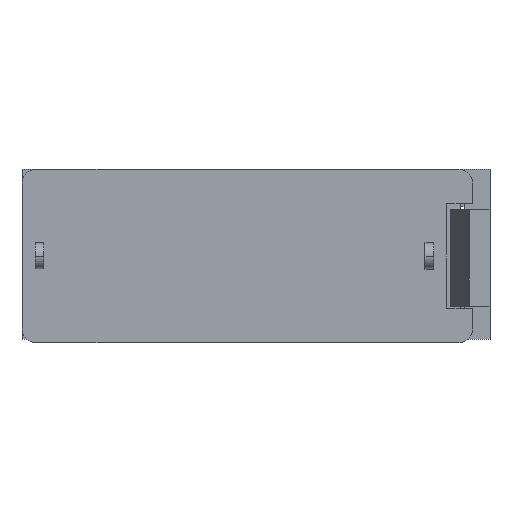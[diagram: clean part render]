
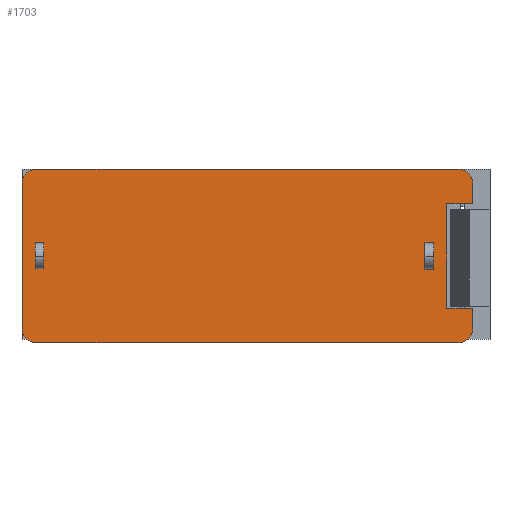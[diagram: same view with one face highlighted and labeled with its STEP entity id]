
A CAD part, front view. The second image highlights one B-rep face of the part: STEP entity #1703.
In plain terms, the highlighted planar face has unit normal (0, -1, 0).
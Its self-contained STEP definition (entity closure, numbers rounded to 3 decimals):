
#25=FACE_BOUND('',#146,.T.);
#26=FACE_BOUND('',#147,.T.);
#34=CIRCLE('',#1810,0.8);
#35=CIRCLE('',#1811,0.8);
#36=CIRCLE('',#1812,0.8);
#37=CIRCLE('',#1813,0.8);
#59=FACE_OUTER_BOUND('',#145,.T.);
#145=EDGE_LOOP('',(#1136,#1137,#1138,#1139,#1140,#1141,#1142,#1143,#1144,
#1145,#1146,#1147));
#146=EDGE_LOOP('',(#1148,#1149,#1150,#1151));
#147=EDGE_LOOP('',(#1152,#1153,#1154,#1155));
#227=LINE('',#2342,#443);
#258=LINE('',#2410,#474);
#260=LINE('',#2415,#476);
#269=LINE('',#2433,#485);
#273=LINE('',#2442,#489);
#295=LINE('',#2489,#511);
#296=LINE('',#2491,#512);
#297=LINE('',#2492,#513);
#298=LINE('',#2497,#514);
#299=LINE('',#2499,#515);
#300=LINE('',#2501,#516);
#301=LINE('',#2502,#517);
#302=LINE('',#2505,#518);
#303=LINE('',#2507,#519);
#304=LINE('',#2509,#520);
#305=LINE('',#2510,#521);
#443=VECTOR('',#1908,1000.);
#474=VECTOR('',#1951,1000.);
#476=VECTOR('',#1955,1000.);
#485=VECTOR('',#1966,1000.);
#489=VECTOR('',#1972,1000.);
#511=VECTOR('',#2006,1000.);
#512=VECTOR('',#2007,1000.);
#513=VECTOR('',#2008,1000.);
#514=VECTOR('',#2013,1000.);
#515=VECTOR('',#2014,1000.);
#516=VECTOR('',#2015,1000.);
#517=VECTOR('',#2016,1000.);
#518=VECTOR('',#2017,1000.);
#519=VECTOR('',#2018,1000.);
#520=VECTOR('',#2019,1000.);
#521=VECTOR('',#2020,1000.);
#659=VERTEX_POINT('',#2340);
#660=VERTEX_POINT('',#2341);
#690=VERTEX_POINT('',#2407);
#691=VERTEX_POINT('',#2409);
#692=VERTEX_POINT('',#2413);
#693=VERTEX_POINT('',#2414);
#700=VERTEX_POINT('',#2430);
#701=VERTEX_POINT('',#2432);
#704=VERTEX_POINT('',#2439);
#705=VERTEX_POINT('',#2441);
#724=VERTEX_POINT('',#2488);
#725=VERTEX_POINT('',#2490);
#726=VERTEX_POINT('',#2495);
#727=VERTEX_POINT('',#2496);
#728=VERTEX_POINT('',#2498);
#729=VERTEX_POINT('',#2500);
#730=VERTEX_POINT('',#2503);
#731=VERTEX_POINT('',#2504);
#732=VERTEX_POINT('',#2506);
#733=VERTEX_POINT('',#2508);
#817=EDGE_CURVE('',#659,#660,#227,.T.);
#851=EDGE_CURVE('',#690,#691,#258,.T.);
#853=EDGE_CURVE('',#692,#693,#260,.T.);
#862=EDGE_CURVE('',#700,#701,#269,.T.);
#866=EDGE_CURVE('',#704,#705,#273,.T.);
#890=EDGE_CURVE('',#700,#693,#34,.T.);
#891=EDGE_CURVE('',#692,#660,#35,.T.);
#892=EDGE_CURVE('',#724,#659,#295,.T.);
#893=EDGE_CURVE('',#725,#724,#296,.T.);
#894=EDGE_CURVE('',#725,#691,#297,.T.);
#895=EDGE_CURVE('',#690,#705,#36,.T.);
#896=EDGE_CURVE('',#704,#701,#37,.T.);
#897=EDGE_CURVE('',#726,#727,#298,.T.);
#898=EDGE_CURVE('',#728,#726,#299,.T.);
#899=EDGE_CURVE('',#729,#728,#300,.T.);
#900=EDGE_CURVE('',#727,#729,#301,.T.);
#901=EDGE_CURVE('',#730,#731,#302,.T.);
#902=EDGE_CURVE('',#732,#730,#303,.T.);
#903=EDGE_CURVE('',#733,#732,#304,.T.);
#904=EDGE_CURVE('',#731,#733,#305,.T.);
#1136=ORIENTED_EDGE('',*,*,#862,.F.);
#1137=ORIENTED_EDGE('',*,*,#890,.T.);
#1138=ORIENTED_EDGE('',*,*,#853,.F.);
#1139=ORIENTED_EDGE('',*,*,#891,.T.);
#1140=ORIENTED_EDGE('',*,*,#817,.F.);
#1141=ORIENTED_EDGE('',*,*,#892,.F.);
#1142=ORIENTED_EDGE('',*,*,#893,.F.);
#1143=ORIENTED_EDGE('',*,*,#894,.T.);
#1144=ORIENTED_EDGE('',*,*,#851,.F.);
#1145=ORIENTED_EDGE('',*,*,#895,.T.);
#1146=ORIENTED_EDGE('',*,*,#866,.F.);
#1147=ORIENTED_EDGE('',*,*,#896,.T.);
#1148=ORIENTED_EDGE('',*,*,#897,.F.);
#1149=ORIENTED_EDGE('',*,*,#898,.F.);
#1150=ORIENTED_EDGE('',*,*,#899,.F.);
#1151=ORIENTED_EDGE('',*,*,#900,.F.);
#1152=ORIENTED_EDGE('',*,*,#901,.F.);
#1153=ORIENTED_EDGE('',*,*,#902,.F.);
#1154=ORIENTED_EDGE('',*,*,#903,.F.);
#1155=ORIENTED_EDGE('',*,*,#904,.F.);
#1539=PLANE('',#1809);
#1703=ADVANCED_FACE('',(#59,#25,#26),#1539,.F.);
#1809=AXIS2_PLACEMENT_3D('',#2485,#2000,#2001);
#1810=AXIS2_PLACEMENT_3D('',#2486,#2002,#2003);
#1811=AXIS2_PLACEMENT_3D('',#2487,#2004,#2005);
#1812=AXIS2_PLACEMENT_3D('',#2493,#2009,#2010);
#1813=AXIS2_PLACEMENT_3D('',#2494,#2011,#2012);
#1908=DIRECTION('',(0.,0.,-1.));
#1951=DIRECTION('',(0.,0.,-1.));
#1955=DIRECTION('',(-1.,0.,0.));
#1966=DIRECTION('',(0.,0.,1.));
#1972=DIRECTION('',(1.,0.,0.));
#2000=DIRECTION('center_axis',(0.,1.,0.));
#2001=DIRECTION('ref_axis',(0.,0.,1.));
#2002=DIRECTION('center_axis',(0.,-1.,0.));
#2003=DIRECTION('ref_axis',(0.,0.,1.));
#2004=DIRECTION('center_axis',(0.,-1.,0.));
#2005=DIRECTION('ref_axis',(0.,0.,1.));
#2006=DIRECTION('',(1.,0.,0.));
#2007=DIRECTION('',(0.,0.,-1.));
#2008=DIRECTION('',(1.,0.,0.));
#2009=DIRECTION('center_axis',(0.,-1.,0.));
#2010=DIRECTION('ref_axis',(0.,0.,1.));
#2011=DIRECTION('center_axis',(0.,-1.,0.));
#2012=DIRECTION('ref_axis',(0.,0.,1.));
#2013=DIRECTION('',(-1.,0.,0.));
#2014=DIRECTION('',(0.,0.,1.));
#2015=DIRECTION('',(1.,0.,0.));
#2016=DIRECTION('',(0.,0.,-1.));
#2017=DIRECTION('',(-1.,0.,0.));
#2018=DIRECTION('',(0.,0.,1.));
#2019=DIRECTION('',(1.,0.,0.));
#2020=DIRECTION('',(0.,0.,-1.));
#2340=CARTESIAN_POINT('',(21.068,8.102,19.768));
#2341=CARTESIAN_POINT('',(21.068,8.102,18.568));
#2342=CARTESIAN_POINT('',(21.068,8.102,17.768));
#2407=CARTESIAN_POINT('',(21.068,8.102,26.968));
#2409=CARTESIAN_POINT('',(21.068,8.102,25.768));
#2410=CARTESIAN_POINT('',(21.068,8.102,17.768));
#2413=CARTESIAN_POINT('',(20.268,8.102,17.768));
#2414=CARTESIAN_POINT('',(-4.132,8.102,17.768));
#2415=CARTESIAN_POINT('',(-4.932,8.102,17.768));
#2430=CARTESIAN_POINT('',(-4.932,8.102,18.568));
#2432=CARTESIAN_POINT('',(-4.932,8.102,26.968));
#2433=CARTESIAN_POINT('',(-4.932,8.102,17.768));
#2439=CARTESIAN_POINT('',(-4.132,8.102,27.768));
#2441=CARTESIAN_POINT('',(20.268,8.102,27.768));
#2442=CARTESIAN_POINT('',(-4.932,8.102,27.768));
#2485=CARTESIAN_POINT('Origin',(151.962,8.102,30.098));
#2486=CARTESIAN_POINT('Origin',(-4.132,8.102,18.568));
#2487=CARTESIAN_POINT('Origin',(20.268,8.102,18.568));
#2488=CARTESIAN_POINT('',(19.568,8.102,19.768));
#2489=CARTESIAN_POINT('',(19.568,8.102,19.768));
#2490=CARTESIAN_POINT('',(19.568,8.102,25.768));
#2491=CARTESIAN_POINT('',(19.568,8.102,25.768));
#2492=CARTESIAN_POINT('',(19.568,8.102,25.768));
#2493=CARTESIAN_POINT('Origin',(20.268,8.102,26.968));
#2494=CARTESIAN_POINT('Origin',(-4.132,8.102,26.968));
#2495=CARTESIAN_POINT('',(18.818,8.102,23.518));
#2496=CARTESIAN_POINT('',(18.318,8.102,23.518));
#2497=CARTESIAN_POINT('',(18.318,8.102,23.518));
#2498=CARTESIAN_POINT('',(18.818,8.102,22.018));
#2499=CARTESIAN_POINT('',(18.818,8.102,22.018));
#2500=CARTESIAN_POINT('',(18.318,8.102,22.018));
#2501=CARTESIAN_POINT('',(18.318,8.102,22.018));
#2502=CARTESIAN_POINT('',(18.318,8.102,22.018));
#2503=CARTESIAN_POINT('',(-3.682,8.102,23.518));
#2504=CARTESIAN_POINT('',(-4.182,8.102,23.518));
#2505=CARTESIAN_POINT('',(-4.182,8.102,23.518));
#2506=CARTESIAN_POINT('',(-3.682,8.102,22.018));
#2507=CARTESIAN_POINT('',(-3.682,8.102,22.018));
#2508=CARTESIAN_POINT('',(-4.182,8.102,22.018));
#2509=CARTESIAN_POINT('',(-4.182,8.102,22.018));
#2510=CARTESIAN_POINT('',(-4.182,8.102,22.018));
